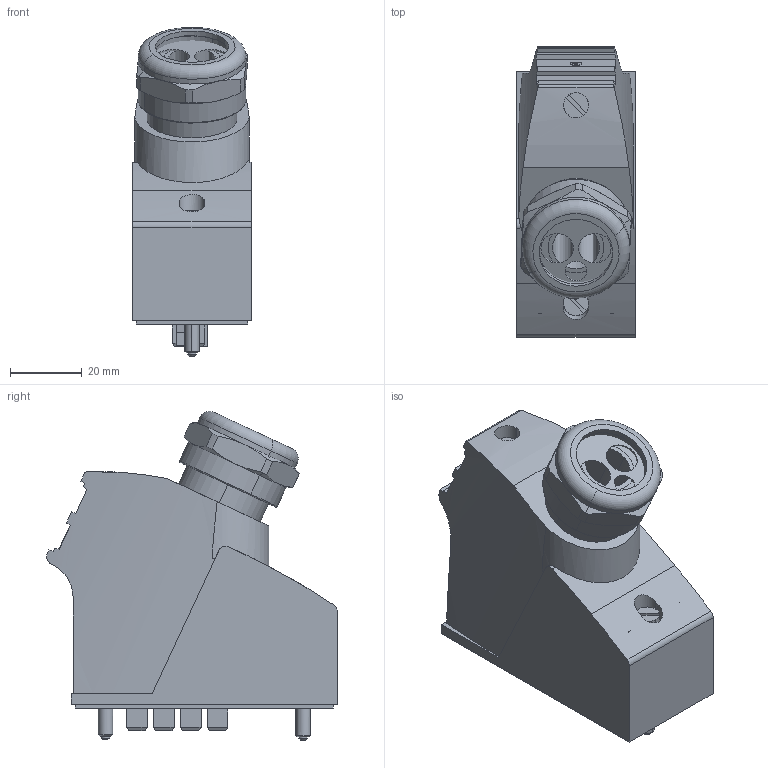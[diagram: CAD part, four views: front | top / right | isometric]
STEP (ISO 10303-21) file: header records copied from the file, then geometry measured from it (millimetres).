
FILE_DESCRIPTION(('Creo Elements/Direct Modeling STEP Export'),'2;1');
FILE_NAME('model.stp','2020-04-22T11:28:38',(''),(''),'Creo Elements/Direct Modeling STEP processor for AP214 (Solid Model)','Creo Elements/Direct Modeling 20.1A 29-Sep-2018 (C) Parametric Technology GmbH','');
FILE_SCHEMA(('AUTOMOTIVE_DESIGN { 1 0 10303 214 1 1 1 1 }'));
Length unit declared in the file: millimetre
Products named in the file (6): VC-M-T2_mont.; Insert; DICHTUNG_PG21_1X6_2X9; DICHTUNG_PG21_11.5-15.5; DICHTUNG_PG21_9-13_RED.1; 1623589
Assembly tree (5 placements, depth 2):
  1623589
    DICHTUNG_PG21_9-13_RED.1
    DICHTUNG_PG21_11.5-15.5
    DICHTUNG_PG21_1X6_2X9
    Insert
    VC-M-T2_mont.
Bounding box: 33 x 80.83 x 91.59 mm (x, y, z)
Volume: 107881.8 mm3; surface area: 56433 mm2
Topology: 5 solids, 7 shells, 1266 faces, 3483 edges, 2290 vertices
Faces by surface type: plane 883, cylinder 265, cone 92, torus 22, sphere 4
Entity records: 52153 total; most frequent: CARTESIAN_POINT 11777, ORIENTED_EDGE 6966, DIRECTION 5628, EDGE_CURVE 3483, VECTOR 2410, LINE 2410, VERTEX_POINT 2290, AXIS2_PLACEMENT_3D 1609
